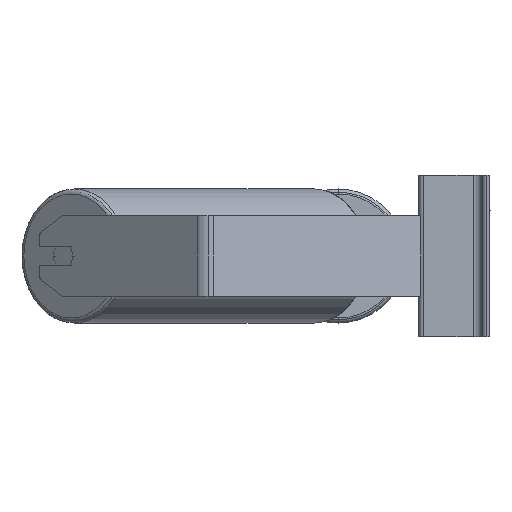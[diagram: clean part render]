
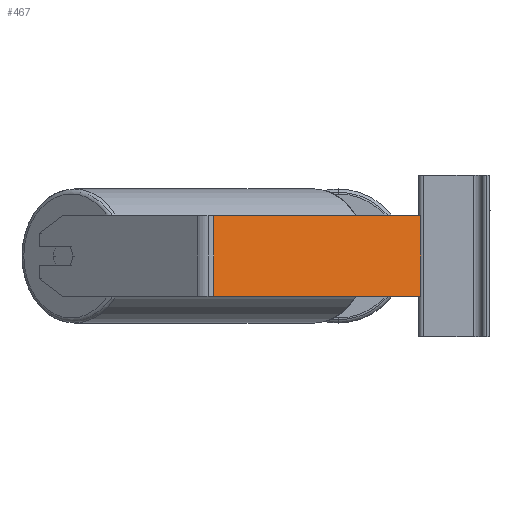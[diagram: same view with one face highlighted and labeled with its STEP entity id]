
A CAD part, left-side view. The second image highlights one B-rep face of the part: STEP entity #467.
In plain terms, the highlighted planar face has unit normal (-0.94, -0.342, 0).
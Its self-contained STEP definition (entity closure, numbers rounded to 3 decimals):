
#197 = DIRECTION ( 'NONE',  ( 0.342, -0.94, 0. ) ) ;
#363 = CARTESIAN_POINT ( 'NONE',  ( -587.518, 15.948, -40. ) ) ;
#467 = ADVANCED_FACE ( 'NONE', ( #10891 ), #4660, .F. ) ;
#493 = CARTESIAN_POINT ( 'NONE',  ( -665.557, 230.36, 40. ) ) ;
#1123 = VECTOR ( 'NONE', #1308, 1000. ) ;
#1304 = DIRECTION ( 'NONE',  ( -0.342, 0.94, 0. ) ) ;
#1308 = DIRECTION ( 'NONE',  ( 0., 0., -1. ) ) ;
#2001 = EDGE_CURVE ( 'NONE', #10296, #5862, #8163, .T. ) ;
#2284 = VERTEX_POINT ( 'NONE', #11213 ) ;
#2369 = EDGE_LOOP ( 'NONE', ( #9579, #7722, #6675, #3300 ) ) ;
#2727 = DIRECTION ( 'NONE',  ( 0.342, -0.94, 0. ) ) ;
#3300 = ORIENTED_EDGE ( 'NONE', *, *, #7874, .T. ) ;
#3676 = LINE ( 'NONE', #7991, #8059 ) ;
#4660 = PLANE ( 'NONE',  #10890 ) ;
#5205 = DIRECTION ( 'NONE',  ( 0., 0., -1. ) ) ;
#5680 = CARTESIAN_POINT ( 'NONE',  ( -587.518, 15.948, 40. ) ) ;
#5862 = VERTEX_POINT ( 'NONE', #363 ) ;
#5968 = VERTEX_POINT ( 'NONE', #11041 ) ;
#6675 = ORIENTED_EDGE ( 'NONE', *, *, #10635, .F. ) ;
#6913 = LINE ( 'NONE', #8667, #7186 ) ;
#7186 = VECTOR ( 'NONE', #197, 1000. ) ;
#7722 = ORIENTED_EDGE ( 'NONE', *, *, #2001, .F. ) ;
#7745 = LINE ( 'NONE', #11194, #9160 ) ;
#7874 = EDGE_CURVE ( 'NONE', #5968, #2284, #7745, .T. ) ;
#7991 = CARTESIAN_POINT ( 'NONE',  ( -665.557, 230.36, -40. ) ) ;
#8059 = VECTOR ( 'NONE', #2727, 1000. ) ;
#8109 = DIRECTION ( 'NONE',  ( 0.94, 0.342, 0. ) ) ;
#8163 = LINE ( 'NONE', #9704, #1123 ) ;
#8667 = CARTESIAN_POINT ( 'NONE',  ( -665.557, 230.36, 40. ) ) ;
#8982 = EDGE_CURVE ( 'NONE', #2284, #5862, #3676, .T. ) ;
#9160 = VECTOR ( 'NONE', #5205, 1000. ) ;
#9579 = ORIENTED_EDGE ( 'NONE', *, *, #8982, .T. ) ;
#9704 = CARTESIAN_POINT ( 'NONE',  ( -587.518, 15.948, 40. ) ) ;
#10296 = VERTEX_POINT ( 'NONE', #5680 ) ;
#10635 = EDGE_CURVE ( 'NONE', #5968, #10296, #6913, .T. ) ;
#10890 = AXIS2_PLACEMENT_3D ( 'NONE', #493, #8109, #1304 ) ;
#10891 = FACE_OUTER_BOUND ( 'NONE', #2369, .T. ) ;
#11041 = CARTESIAN_POINT ( 'NONE',  ( -662.398, 221.679, 40. ) ) ;
#11194 = CARTESIAN_POINT ( 'NONE',  ( -662.398, 221.679, 40. ) ) ;
#11213 = CARTESIAN_POINT ( 'NONE',  ( -662.398, 221.679, -40. ) ) ;
